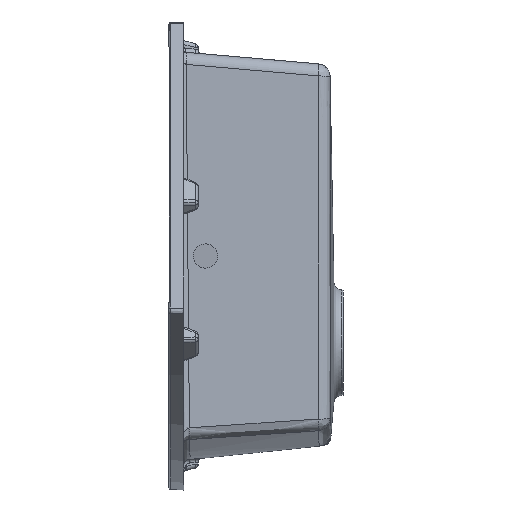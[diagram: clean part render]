
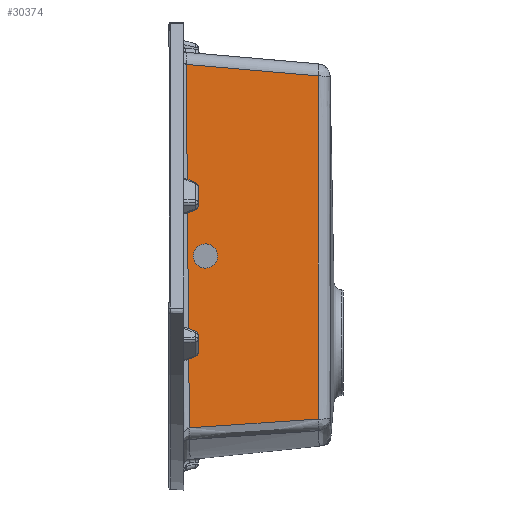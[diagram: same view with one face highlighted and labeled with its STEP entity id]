
A CAD part, left-side view. The second image highlights one B-rep face of the part: STEP entity #30374.
In plain terms, the highlighted planar face has unit normal (-0.996, -0.087, 0).
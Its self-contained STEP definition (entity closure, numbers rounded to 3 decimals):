
#134 = CARTESIAN_POINT ( 'NONE',  ( -189.427, -184.408, 222.462 ) ) ;
#193 = FACE_BOUND ( 'NONE', #2548, .T. ) ;
#821 = CARTESIAN_POINT ( 'NONE',  ( -201.623, -45., 15. ) ) ;
#936 = CARTESIAN_POINT ( 'NONE',  ( -201.623, -45., -15. ) ) ;
#956 = CARTESIAN_POINT ( 'NONE',  ( -189.417, -184.524, -201.447 ) ) ;
#1774 = VERTEX_POINT ( 'NONE', #7800 ) ;
#1782 = CARTESIAN_POINT ( 'NONE',  ( -203.419, -24.477, -137.47 ) ) ;
#2527 =( BOUNDED_CURVE ( )  B_SPLINE_CURVE ( 3, ( #821, #11769, #16962, #936 ),
 .UNSPECIFIED., .F., .F. ) 
 B_SPLINE_CURVE_WITH_KNOTS ( ( 4, 4 ),
 ( 1.571, 4.712 ),
 .UNSPECIFIED. ) 
 CURVE ( )  GEOMETRIC_REPRESENTATION_ITEM ( )  RATIONAL_B_SPLINE_CURVE ( ( 1., 0.333, 0.333, 1. ) ) 
 REPRESENTATION_ITEM ( '' )  );
#2528 = CARTESIAN_POINT ( 'NONE',  ( -189.394, -184.781, 28.17 ) ) ;
#2548 = EDGE_LOOP ( 'NONE', ( #9571, #21583 ) ) ;
#2794 = DIRECTION ( 'NONE',  ( -0.996, -0.087, 0. ) ) ;
#2867 = CARTESIAN_POINT ( 'NONE',  ( -189.424, -184.445, 187.136 ) ) ;
#3061 = EDGE_CURVE ( 'NONE', #10412, #4481, #10575, .T. ) ;
#3336 = CARTESIAN_POINT ( 'NONE',  ( -201.623, -45., -15. ) ) ;
#3488 = CARTESIAN_POINT ( 'NONE',  ( -203.356, -25.191, -212.311 ) ) ;
#4453 = CARTESIAN_POINT ( 'NONE',  ( -203.595, -22.463, 87.051 ) ) ;
#4481 = VERTEX_POINT ( 'NONE', #9629 ) ;
#5678 = CARTESIAN_POINT ( 'NONE',  ( -201.623, -45., 15. ) ) ;
#6371 = EDGE_CURVE ( 'NONE', #7926, #1774, #14973, .T. ) ;
#6833 = FACE_OUTER_BOUND ( 'NONE', #6883, .T. ) ;
#6883 = EDGE_LOOP ( 'NONE', ( #31684, #8784, #30426, #8330, #26582, #32984 ) ) ;
#7668 = DIRECTION ( 'NONE',  ( -0.087, 0.992, 0.087 ) ) ;
#7755 = CARTESIAN_POINT ( 'NONE',  ( -203.699, -21.28, 236.733 ) ) ;
#7800 = CARTESIAN_POINT ( 'NONE',  ( -201.623, -45., 15. ) ) ;
#7926 = VERTEX_POINT ( 'NONE', #27535 ) ;
#8224 = CARTESIAN_POINT ( 'NONE',  ( -189.417, -184.524, -201.447 ) ) ;
#8330 = ORIENTED_EDGE ( 'NONE', *, *, #29094, .T. ) ;
#8784 = ORIENTED_EDGE ( 'NONE', *, *, #3061, .T. ) ;
#8842 = CARTESIAN_POINT ( 'NONE',  ( -203.348, -25.291, -212.303 ) ) ;
#9299 = CARTESIAN_POINT ( 'NONE',  ( -203.339, -25.392, -212.295 ) ) ;
#9533 = B_SPLINE_CURVE_WITH_KNOTS ( 'NONE', 3,
 ( #26425, #29201, #34332, #18440, #34447, #10347, #13045, #2528, #31767, #10114, #15767, #24315, #2867, #10801 ),
 .UNSPECIFIED., .F., .F.,
 ( 4, 2, 2, 2, 2, 2, 4 ),
 ( 0.012, 0.065, 0.118, 0.224, 0.277, 0.33, 0.436 ),
 .UNSPECIFIED. ) ;
#9571 = ORIENTED_EDGE ( 'NONE', *, *, #6371, .F. ) ;
#9629 = CARTESIAN_POINT ( 'NONE',  ( -189.417, -184.525, -201.447 ) ) ;
#9933 = CARTESIAN_POINT ( 'NONE',  ( -203.677, -21.533, 199.313 ) ) ;
#10114 = CARTESIAN_POINT ( 'NONE',  ( -189.406, -184.641, 81.158 ) ) ;
#10347 = CARTESIAN_POINT ( 'NONE',  ( -189.374, -185.015, -60.145 ) ) ;
#10412 = VERTEX_POINT ( 'NONE', #8224 ) ;
#10575 = B_SPLINE_CURVE_WITH_KNOTS ( 'NONE', 3,
 ( #19217, #24285, #30073, #32642 ),
 .UNSPECIFIED., .F., .F.,
 ( 4, 4 ),
 ( 0., 0. ),
 .UNSPECIFIED. ) ;
#10801 = CARTESIAN_POINT ( 'NONE',  ( -189.427, -184.408, 222.462 ) ) ;
#11582 = CARTESIAN_POINT ( 'NONE',  ( -203.356, -25.191, -212.311 ) ) ;
#11769 = CARTESIAN_POINT ( 'NONE',  ( -204.248, -15., 15. ) ) ;
#12230 = CARTESIAN_POINT ( 'NONE',  ( -203.33, -25.492, -212.288 ) ) ;
#12760 = CARTESIAN_POINT ( 'NONE',  ( -203.699, -21.28, 236.733 ) ) ;
#13045 = CARTESIAN_POINT ( 'NONE',  ( -189.382, -184.926, -24.819 ) ) ;
#14973 =( BOUNDED_CURVE ( )  B_SPLINE_CURVE ( 3, ( #3336, #32803, #16795, #5678 ),
 .UNSPECIFIED., .F., .T. ) 
 B_SPLINE_CURVE_WITH_KNOTS ( ( 4, 4 ),
 ( 4.712, 7.854 ),
 .UNSPECIFIED. ) 
 CURVE ( )  GEOMETRIC_REPRESENTATION_ITEM ( )  RATIONAL_B_SPLINE_CURVE ( ( 1., 0.333, 0.333, 1. ) ) 
 REPRESENTATION_ITEM ( '' )  );
#15250 = CARTESIAN_POINT ( 'NONE',  ( -203.356, -25.191, -212.311 ) ) ;
#15767 = CARTESIAN_POINT ( 'NONE',  ( -189.41, -184.6, 98.821 ) ) ;
#15922 = PLANE ( 'NONE',  #21298 ) ;
#16152 = DIRECTION ( 'NONE',  ( 0.087, -0.996, 0. ) ) ;
#16795 = CARTESIAN_POINT ( 'NONE',  ( -198.999, -75., 15. ) ) ;
#16962 = CARTESIAN_POINT ( 'NONE',  ( -204.248, -15., -15. ) ) ;
#17044 = EDGE_CURVE ( 'NONE', #32226, #23660, #32152, .T. ) ;
#18042 = EDGE_CURVE ( 'NONE', #4481, #31716, #9533, .T. ) ;
#18296 = B_SPLINE_CURVE_WITH_KNOTS ( 'NONE', 3,
 ( #12760, #33934, #9933, #33818, #28685, #4453, #26012, #20627, #1782, #15250 ),
 .UNSPECIFIED., .F., .F.,
 ( 4, 2, 2, 2, 4 ),
 ( 0.015, 0.071, 0.127, 0.239, 0.464 ),
 .UNSPECIFIED. ) ;
#18440 = CARTESIAN_POINT ( 'NONE',  ( -189.38, -184.941, -130.796 ) ) ;
#19217 = CARTESIAN_POINT ( 'NONE',  ( -189.417, -184.524, -201.447 ) ) ;
#19218 = CARTESIAN_POINT ( 'NONE',  ( -194.054, -131.515, -205.088 ) ) ;
#19730 = B_SPLINE_CURVE_WITH_KNOTS ( 'NONE', 3,
 ( #23702, #22275, #19218, #956 ),
 .UNSPECIFIED., .F., .F.,
 ( 4, 4 ),
 ( 0., 0.16 ),
 .UNSPECIFIED. ) ;
#20224 = EDGE_CURVE ( 'NONE', #23660, #10412, #19730, .T. ) ;
#20627 = CARTESIAN_POINT ( 'NONE',  ( -203.479, -23.795, -62.63 ) ) ;
#21298 = AXIS2_PLACEMENT_3D ( 'NONE', #34601, #2794, #16152 ) ;
#21583 = ORIENTED_EDGE ( 'NONE', *, *, #27111, .F. ) ;
#22275 = CARTESIAN_POINT ( 'NONE',  ( -198.692, -78.504, -208.702 ) ) ;
#23660 = VERTEX_POINT ( 'NONE', #25337 ) ;
#23702 = CARTESIAN_POINT ( 'NONE',  ( -203.33, -25.492, -212.288 ) ) ;
#24285 = CARTESIAN_POINT ( 'NONE',  ( -189.417, -184.525, -201.447 ) ) ;
#24315 = CARTESIAN_POINT ( 'NONE',  ( -189.419, -184.494, 151.81 ) ) ;
#25337 = CARTESIAN_POINT ( 'NONE',  ( -203.33, -25.492, -212.288 ) ) ;
#26012 = CARTESIAN_POINT ( 'NONE',  ( -203.566, -22.794, 49.631 ) ) ;
#26199 = CARTESIAN_POINT ( 'NONE',  ( -202.044, -40.191, 235.079 ) ) ;
#26425 = CARTESIAN_POINT ( 'NONE',  ( -189.417, -184.525, -201.447 ) ) ;
#26582 = ORIENTED_EDGE ( 'NONE', *, *, #27855, .T. ) ;
#27111 = EDGE_CURVE ( 'NONE', #1774, #7926, #2527, .T. ) ;
#27535 = CARTESIAN_POINT ( 'NONE',  ( -201.623, -45., -15. ) ) ;
#27855 = EDGE_CURVE ( 'NONE', #27987, #32226, #18296, .T. ) ;
#27987 = VERTEX_POINT ( 'NONE', #7755 ) ;
#28685 = CARTESIAN_POINT ( 'NONE',  ( -203.637, -21.985, 143.182 ) ) ;
#29094 = EDGE_CURVE ( 'NONE', #31716, #27987, #32419, .T. ) ;
#29201 = CARTESIAN_POINT ( 'NONE',  ( -189.404, -184.674, -183.785 ) ) ;
#30073 = CARTESIAN_POINT ( 'NONE',  ( -189.417, -184.525, -201.447 ) ) ;
#30374 = ADVANCED_FACE ( 'NONE', ( #193, #6833 ), #15922, .T. ) ;
#30426 = ORIENTED_EDGE ( 'NONE', *, *, #18042, .T. ) ;
#30738 = VECTOR ( 'NONE', #7668, 1000. ) ;
#31684 = ORIENTED_EDGE ( 'NONE', *, *, #20224, .T. ) ;
#31716 = VERTEX_POINT ( 'NONE', #134 ) ;
#31767 = CARTESIAN_POINT ( 'NONE',  ( -189.398, -184.732, 45.832 ) ) ;
#32152 = B_SPLINE_CURVE_WITH_KNOTS ( 'NONE', 3,
 ( #3488, #8842, #9299, #12230 ),
 .UNSPECIFIED., .F., .F.,
 ( 4, 4 ),
 ( 0., 0. ),
 .UNSPECIFIED. ) ;
#32226 = VERTEX_POINT ( 'NONE', #11582 ) ;
#32419 = LINE ( 'NONE', #26199, #30738 ) ;
#32642 = CARTESIAN_POINT ( 'NONE',  ( -189.417, -184.525, -201.447 ) ) ;
#32803 = CARTESIAN_POINT ( 'NONE',  ( -198.999, -75., -15. ) ) ;
#32984 = ORIENTED_EDGE ( 'NONE', *, *, #17044, .T. ) ;
#33818 = CARTESIAN_POINT ( 'NONE',  ( -203.651, -21.829, 161.892 ) ) ;
#33934 = CARTESIAN_POINT ( 'NONE',  ( -203.689, -21.393, 218.023 ) ) ;
#34332 = CARTESIAN_POINT ( 'NONE',  ( -189.394, -184.787, -166.122 ) ) ;
#34447 = CARTESIAN_POINT ( 'NONE',  ( -189.377, -184.981, -113.133 ) ) ;
#34601 = CARTESIAN_POINT ( 'NONE',  ( -205.484, -0.872, -217.785 ) ) ;
